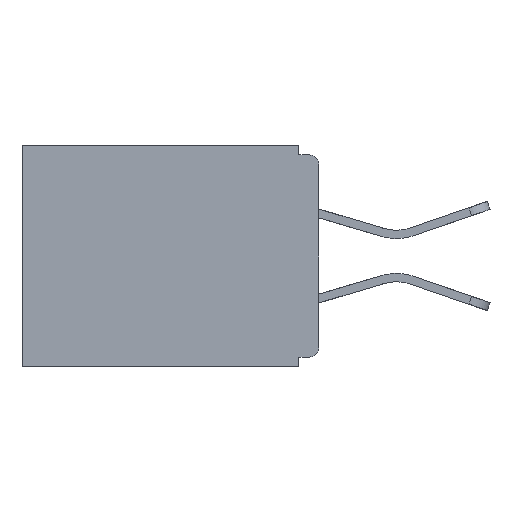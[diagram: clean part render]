
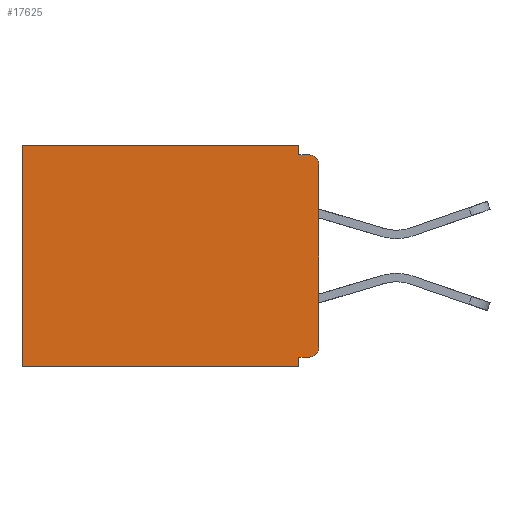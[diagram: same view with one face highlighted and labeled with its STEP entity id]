
A CAD part, left-side view. The second image highlights one B-rep face of the part: STEP entity #17625.
In plain terms, the highlighted planar face has unit normal (-1, 0, 0).
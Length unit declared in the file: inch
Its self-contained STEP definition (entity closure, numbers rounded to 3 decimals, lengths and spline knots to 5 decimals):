
#340 = DIRECTION ( 'NONE',  ( 0., 0., -1. ) ) ;
#482 = VERTEX_POINT ( 'NONE', #7996 ) ;
#848 = DIRECTION ( 'NONE',  ( 0., 0., -1. ) ) ;
#1013 = DIRECTION ( 'NONE',  ( 0., 1., 0. ) ) ;
#1096 = LINE ( 'NONE', #5611, #16621 ) ;
#1298 = LINE ( 'NONE', #14206, #13145 ) ;
#1720 = ORIENTED_EDGE ( 'NONE', *, *, #18415, .F. ) ;
#2371 = CARTESIAN_POINT ( 'NONE',  ( 0.298, 0., 0. ) ) ;
#2512 = DIRECTION ( 'NONE',  ( 0., 1., 0. ) ) ;
#2749 = EDGE_CURVE ( 'NONE', #482, #16827, #17666, .T. ) ;
#2920 = VERTEX_POINT ( 'NONE', #14482 ) ;
#3259 = VECTOR ( 'NONE', #2512, 39.37008 ) ;
#3372 = VERTEX_POINT ( 'NONE', #18854 ) ;
#3522 = VERTEX_POINT ( 'NONE', #17964 ) ;
#3919 = VERTEX_POINT ( 'NONE', #7451 ) ;
#4215 = AXIS2_PLACEMENT_3D ( 'NONE', #14470, #14411, #8654 ) ;
#4324 = CARTESIAN_POINT ( 'NONE',  ( 0.298, 0.015, -0.015 ) ) ;
#4386 = EDGE_CURVE ( 'NONE', #13070, #13151, #7189, .T. ) ;
#4866 = CARTESIAN_POINT ( 'NONE',  ( 0.298, 0., -0.015 ) ) ;
#5611 = CARTESIAN_POINT ( 'NONE',  ( 0.298, 0., -0.328 ) ) ;
#5863 = ORIENTED_EDGE ( 'NONE', *, *, #11444, .T. ) ;
#6090 = LINE ( 'NONE', #2371, #7946 ) ;
#6261 = CARTESIAN_POINT ( 'NONE',  ( 0.298, 0., 0. ) ) ;
#6723 = CIRCLE ( 'NONE', #4215, 0.015 ) ;
#6918 = FACE_OUTER_BOUND ( 'NONE', #15939, .T. ) ;
#6994 = VECTOR ( 'NONE', #340, 39.37008 ) ;
#7189 = LINE ( 'NONE', #18687, #3259 ) ;
#7397 = AXIS2_PLACEMENT_3D ( 'NONE', #6261, #7754, #10474 ) ;
#7435 = LINE ( 'NONE', #17757, #6994 ) ;
#7451 = CARTESIAN_POINT ( 'NONE',  ( 0.298, 0.031, -0.328 ) ) ;
#7484 = EDGE_CURVE ( 'NONE', #3522, #3919, #1096, .T. ) ;
#7587 = EDGE_CURVE ( 'NONE', #14898, #16827, #17073, .T. ) ;
#7634 = ORIENTED_EDGE ( 'NONE', *, *, #14368, .T. ) ;
#7649 = DIRECTION ( 'NONE',  ( 0., 0., -1. ) ) ;
#7660 = CARTESIAN_POINT ( 'NONE',  ( 0.298, 0.46, 0. ) ) ;
#7754 = DIRECTION ( 'NONE',  ( 1., 0., 0. ) ) ;
#7946 = VECTOR ( 'NONE', #1013, 39.37008 ) ;
#7996 = CARTESIAN_POINT ( 'NONE',  ( 0.298, 0.031, -0.015 ) ) ;
#8488 = EDGE_CURVE ( 'NONE', #2920, #482, #1298, .T. ) ;
#8654 = DIRECTION ( 'NONE',  ( 0., 0., -1. ) ) ;
#9839 = DIRECTION ( 'NONE',  ( 0., 0., -1. ) ) ;
#9888 = CARTESIAN_POINT ( 'NONE',  ( 0.298, 0., -0.03 ) ) ;
#10041 = LINE ( 'NONE', #18339, #15961 ) ;
#10287 = AXIS2_PLACEMENT_3D ( 'NONE', #16356, #13467, #7649 ) ;
#10367 = ORIENTED_EDGE ( 'NONE', *, *, #2749, .F. ) ;
#10379 = VECTOR ( 'NONE', #12050, 39.37008 ) ;
#10434 = ORIENTED_EDGE ( 'NONE', *, *, #4386, .F. ) ;
#10474 = DIRECTION ( 'NONE',  ( 0., 0., -1. ) ) ;
#10799 = ORIENTED_EDGE ( 'NONE', *, *, #7484, .F. ) ;
#11129 = DIRECTION ( 'NONE',  ( 0., 0., -1. ) ) ;
#11444 = EDGE_CURVE ( 'NONE', #3522, #3372, #6723, .T. ) ;
#12050 = DIRECTION ( 'NONE',  ( 0., -1., 0. ) ) ;
#12207 = CARTESIAN_POINT ( 'NONE',  ( 0.298, 0., 0. ) ) ;
#13070 = VERTEX_POINT ( 'NONE', #14153 ) ;
#13145 = VECTOR ( 'NONE', #9839, 39.37008 ) ;
#13151 = VERTEX_POINT ( 'NONE', #16248 ) ;
#13359 = ORIENTED_EDGE ( 'NONE', *, *, #7587, .T. ) ;
#13467 = DIRECTION ( 'NONE',  ( -1., 0., 0. ) ) ;
#14153 = CARTESIAN_POINT ( 'NONE',  ( 0.298, 0.031, -0.343 ) ) ;
#14206 = CARTESIAN_POINT ( 'NONE',  ( 0.298, 0.031, -0.343 ) ) ;
#14361 = ORIENTED_EDGE ( 'NONE', *, *, #8488, .F. ) ;
#14368 = EDGE_CURVE ( 'NONE', #2920, #17956, #6090, .T. ) ;
#14411 = DIRECTION ( 'NONE',  ( -1., 0., 0. ) ) ;
#14470 = CARTESIAN_POINT ( 'NONE',  ( 0.298, 0.015, -0.313 ) ) ;
#14482 = CARTESIAN_POINT ( 'NONE',  ( 0.298, 0.031, 0. ) ) ;
#14783 = PLANE ( 'NONE',  #7397 ) ;
#14898 = VERTEX_POINT ( 'NONE', #9888 ) ;
#15337 = EDGE_CURVE ( 'NONE', #17956, #13151, #7435, .T. ) ;
#15939 = EDGE_LOOP ( 'NONE', ( #13359, #10367, #14361, #7634, #17823, #10434, #1720, #10799, #5863, #16756 ) ) ;
#15961 = VECTOR ( 'NONE', #848, 39.37008 ) ;
#15994 = EDGE_CURVE ( 'NONE', #14898, #3372, #18782, .T. ) ;
#16248 = CARTESIAN_POINT ( 'NONE',  ( 0.298, 0.46, -0.343 ) ) ;
#16356 = CARTESIAN_POINT ( 'NONE',  ( 0.298, 0.015, -0.03 ) ) ;
#16621 = VECTOR ( 'NONE', #17573, 39.37008 ) ;
#16756 = ORIENTED_EDGE ( 'NONE', *, *, #15994, .F. ) ;
#16827 = VERTEX_POINT ( 'NONE', #4324 ) ;
#17073 = CIRCLE ( 'NONE', #10287, 0.015 ) ;
#17206 = VECTOR ( 'NONE', #11129, 39.37008 ) ;
#17573 = DIRECTION ( 'NONE',  ( 0., 1., 0. ) ) ;
#17625 = ADVANCED_FACE ( 'NONE', ( #6918 ), #14783, .F. ) ;
#17666 = LINE ( 'NONE', #4866, #10379 ) ;
#17757 = CARTESIAN_POINT ( 'NONE',  ( 0.298, 0.46, 0. ) ) ;
#17823 = ORIENTED_EDGE ( 'NONE', *, *, #15337, .T. ) ;
#17956 = VERTEX_POINT ( 'NONE', #7660 ) ;
#17964 = CARTESIAN_POINT ( 'NONE',  ( 0.298, 0.015, -0.328 ) ) ;
#18339 = CARTESIAN_POINT ( 'NONE',  ( 0.298, 0.031, -0.343 ) ) ;
#18415 = EDGE_CURVE ( 'NONE', #3919, #13070, #10041, .T. ) ;
#18687 = CARTESIAN_POINT ( 'NONE',  ( 0.298, 0., -0.343 ) ) ;
#18782 = LINE ( 'NONE', #12207, #17206 ) ;
#18854 = CARTESIAN_POINT ( 'NONE',  ( 0.298, 0., -0.313 ) ) ;
